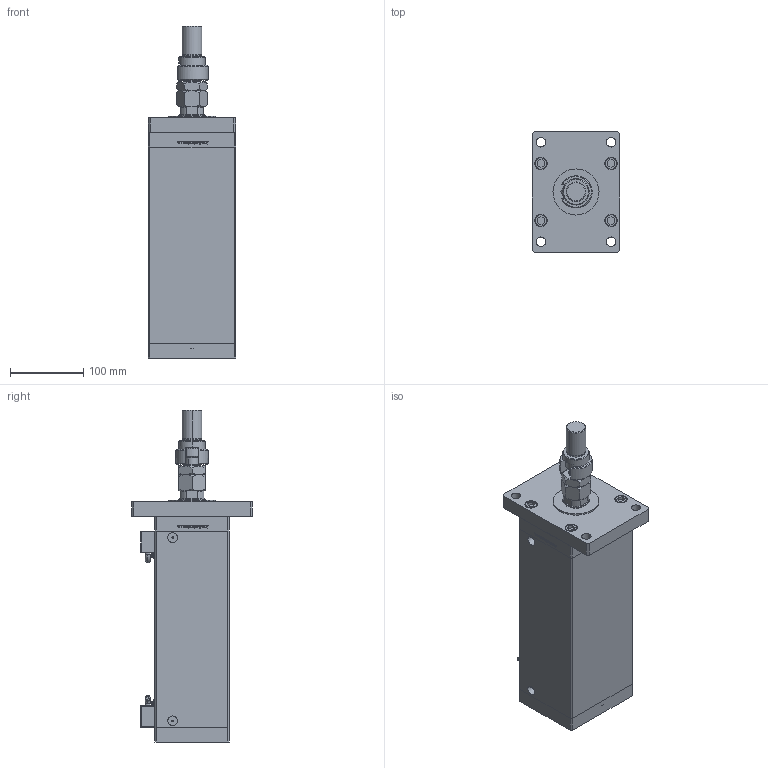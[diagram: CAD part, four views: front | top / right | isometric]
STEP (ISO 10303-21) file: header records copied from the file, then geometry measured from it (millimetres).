
FILE_DESCRIPTION (( 'STEP AP203' ), '1' );
FILE_NAME ('9c5e.STEP', '2022-04-15T04:25:02', ( '' ), ( '' ), 'SwSTEP 2.0', 'SolidWorks 2019', '' );
FILE_SCHEMA (( 'CONFIG_CONTROL_DESIGN' ));
Length unit declared in the file: millimetre
Products named in the file (11): MFA f3cbf38a28460932dff8a728a06c5524; V220C_VC_F f3cbf38a28460932dff8a728a06c5524; Magnetic_Switch_MSU4 f3cbf38a28460932dff8a728a06c5524; 9c5e; V220C BACK_F f3cbf38a28460932dff8a728a06c5524; V220C_F_MIDDLE f3cbf38a28460932dff8a728a06c5524; V220C_F f3cbf38a28460932dff8a728a06c5524; DFA f3cbf38a28460932dff8a728a06c5524; ALLEN BOLT f3cbf38a28460932dff8a728a06c5524; FEMALE_PART_FOR_DFA f3cbf38a28460932dff8a728a06c5524; V220C_FRONT_F f3cbf38a28460932dff8a728a06c5524
Assembly tree (24 placements, depth 3):
  9c5e
    V220C BACK_F f3cbf38a28460932dff8a728a06c5524
    V220C_F_MIDDLE f3cbf38a28460932dff8a728a06c5524
    V220C_FRONT_F f3cbf38a28460932dff8a728a06c5524
    V220C_F f3cbf38a28460932dff8a728a06c5524
    Magnetic_Switch_MSU4 f3cbf38a28460932dff8a728a06c5524  x2
    ALLEN BOLT f3cbf38a28460932dff8a728a06c5524  x14
    V220C_VC_F f3cbf38a28460932dff8a728a06c5524
    DFA f3cbf38a28460932dff8a728a06c5524
      FEMALE_PART_FOR_DFA f3cbf38a28460932dff8a728a06c5524
      MFA f3cbf38a28460932dff8a728a06c5524
Bounding box: 120 x 165 x 454 mm (x, y, z)
Volume: 3745730.1 mm3; surface area: 446838.1 mm2
Topology: 23 solids, 25 shells, 1600 faces, 3910 edges, 2515 vertices
Faces by surface type: plane 623, bspline 484, cylinder 291, cone 106, torus 72, sphere 24
Entity records: 59806 total; most frequent: CARTESIAN_POINT 31897, ORIENTED_EDGE 6146, DIRECTION 4013, EDGE_CURVE 3073, VERTEX_POINT 2014, LINE 1545, VECTOR 1545, EDGE_LOOP 1415
